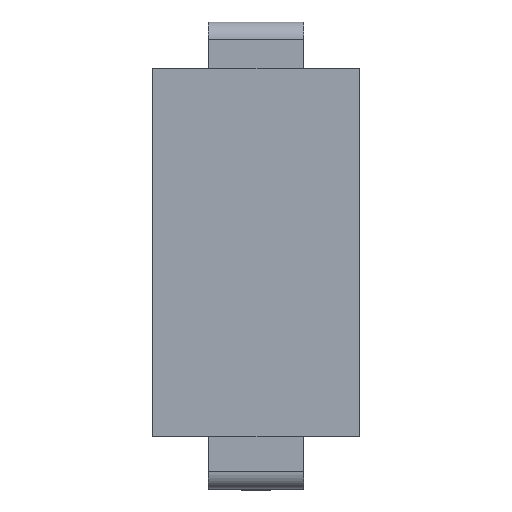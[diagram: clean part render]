
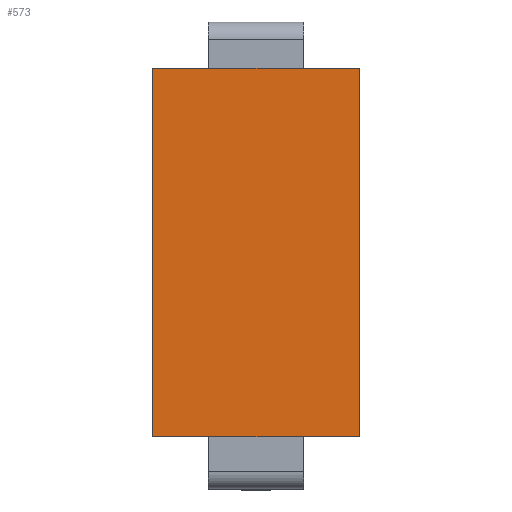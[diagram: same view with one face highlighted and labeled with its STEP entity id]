
A CAD part, top view. The second image highlights one B-rep face of the part: STEP entity #573.
In plain terms, the highlighted planar face has unit normal (0, 0, 1).
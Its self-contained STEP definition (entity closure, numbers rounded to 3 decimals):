
#573 = ADVANCED_FACE( '', ( #1165 ), #1166, .T. );
#1165 = FACE_OUTER_BOUND( '', #1820, .T. );
#1166 = PLANE( '', #1821 );
#1820 = EDGE_LOOP( '', ( #3118, #3119, #3120, #3121 ) );
#1821 = AXIS2_PLACEMENT_3D( '', #3122, #3123, #3124 );
#3118 = ORIENTED_EDGE( '', *, *, #4134, .T. );
#3119 = ORIENTED_EDGE( '', *, *, #4589, .T. );
#3120 = ORIENTED_EDGE( '', *, *, #4590, .T. );
#3121 = ORIENTED_EDGE( '', *, *, #4568, .T. );
#3122 = CARTESIAN_POINT( '', ( 0., 0., 0. ) );
#3123 = DIRECTION( '', ( 0., 0., 1. ) );
#3124 = DIRECTION( '', ( 1., 0., 0. ) );
#4134 = EDGE_CURVE( '', #4920, #4921, #4922, .T. );
#4568 = EDGE_CURVE( '', #5615, #4920, #5616, .T. );
#4589 = EDGE_CURVE( '', #4921, #5641, #5642, .T. );
#4590 = EDGE_CURVE( '', #5641, #5615, #5643, .T. );
#4920 = VERTEX_POINT( '', #6051 );
#4921 = VERTEX_POINT( '', #6052 );
#4922 = LINE( '', #6053, #6054 );
#5615 = VERTEX_POINT( '', #7130 );
#5616 = LINE( '', #7131, #7132 );
#5641 = VERTEX_POINT( '', #7167 );
#5642 = LINE( '', #7168, #7169 );
#5643 = LINE( '', #7170, #7171 );
#6051 = CARTESIAN_POINT( '', ( -1.74, 3.1, 0. ) );
#6052 = CARTESIAN_POINT( '', ( -1.74, -3.1, 0. ) );
#6053 = CARTESIAN_POINT( '', ( -1.74, 3.1, 0. ) );
#6054 = VECTOR( '', #7648, 1000. );
#7130 = CARTESIAN_POINT( '', ( 1.74, 3.1, 0. ) );
#7131 = CARTESIAN_POINT( '', ( 1.74, 3.1, 0. ) );
#7132 = VECTOR( '', #8049, 1000. );
#7167 = CARTESIAN_POINT( '', ( 1.74, -3.1, 0. ) );
#7168 = CARTESIAN_POINT( '', ( -1.74, -3.1, 0. ) );
#7169 = VECTOR( '', #8069, 1000. );
#7170 = CARTESIAN_POINT( '', ( 1.74, -3.1, 0. ) );
#7171 = VECTOR( '', #8070, 1000. );
#7648 = DIRECTION( '', ( 0., -1., 0. ) );
#8049 = DIRECTION( '', ( -1., 0., 0. ) );
#8069 = DIRECTION( '', ( 1., 0., 0. ) );
#8070 = DIRECTION( '', ( 0., 1., 0. ) );
